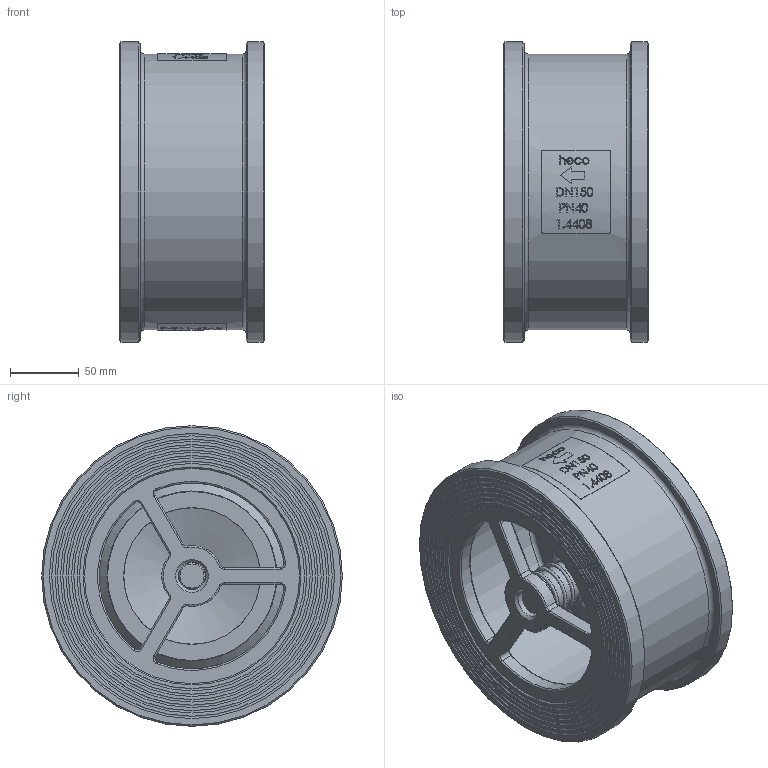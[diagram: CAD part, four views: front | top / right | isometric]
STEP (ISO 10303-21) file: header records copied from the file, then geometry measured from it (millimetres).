
FILE_DESCRIPTION (( 'STEP AP214' ), '1' );
FILE_NAME ('RVZF-150-4 Rückschlagventil Zwischenflansch heco.STEP', '2015-03-27T08:52:56', ( 'test' ), ( '' ), 'SwSTEP 2.0', 'SolidWorks 2011', '' );
FILE_SCHEMA (( 'AUTOMOTIVE_DESIGN' ));
Length unit declared in the file: millimetre
Products named in the file (1): RVZF-150-4 Rückschlagventil Zwischenflansch heco
Bounding box: 105 x 218 x 218 mm (x, y, z)
Volume: 1603130.5 mm3; surface area: 254411.4 mm2
Topology: 1 solids, 1 shells, 633 faces, 1598 edges, 1049 vertices
Faces by surface type: plane 267, bspline 194, cylinder 96, torus 61, cone 15
Full cylindrical faces by diameter (mm): 19.5 x1, 20 x1, 30 x2, 127 x2, 135 x2, 150 x1, 170 x1, 200 x1, 218 x2
Entity records: 33455 total; most frequent: CARTESIAN_POINT 12809, ORIENTED_EDGE 3024, DIRECTION 2278, EDGE_CURVE 1512, VERTEX_POINT 1018, AXIS2_PLACEMENT_3D 794, EDGE_LOOP 778, LINE 690
